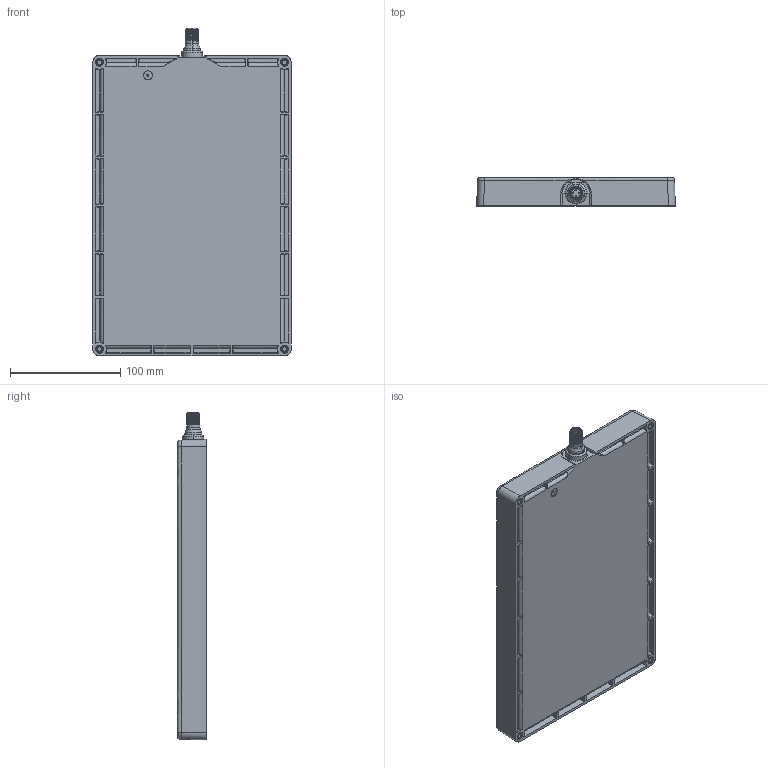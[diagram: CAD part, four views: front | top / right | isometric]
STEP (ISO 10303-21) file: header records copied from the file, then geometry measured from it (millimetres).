
FILE_DESCRIPTION((''),'2;1');
FILE_NAME('157870_SW','2011-09-07T',('banengservice'),('BANNER ENGINEERING'),'PRO/ENGINEER BY PARAMETRIC TECHNOLOGY CORPORATION, 2009141','PRO/ENGINEER BY PARAMETRIC TECHNOLOGY CORPORATION, 2009141','');
FILE_SCHEMA(('CONFIG_CONTROL_DESIGN'));
Products named in the file (1): 157870_SW
Bounding box: 180.1 x 25.78 x 297.54 mm (x, y, z)
Volume: 379720.8 mm3; surface area: 275492.8 mm2
Topology: 2 solids, 2 shells, 1104 faces, 2580 edges, 1583 vertices
Faces by surface type: plane 348, cylinder 277, cone 200, bspline 148, sphere 78, torus 53
Entity records: 48236 total; most frequent: CARTESIAN_POINT 23872, ORIENTED_EDGE 5160, DIRECTION 4923, EDGE_CURVE 2580, AXIS2_PLACEMENT_3D 1937, VERTEX_POINT 1583, EDGE_LOOP 1213, FACE_OUTER_BOUND 1104
